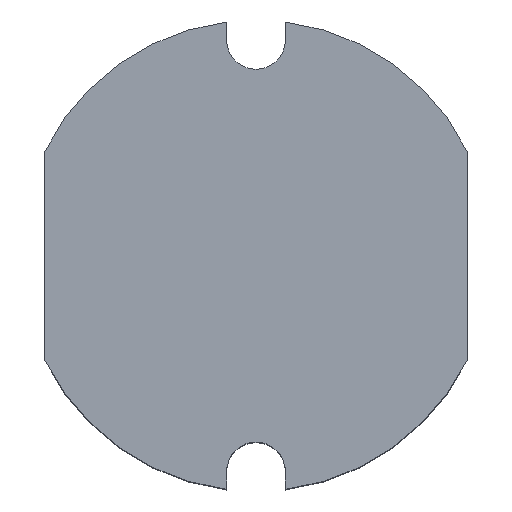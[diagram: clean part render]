
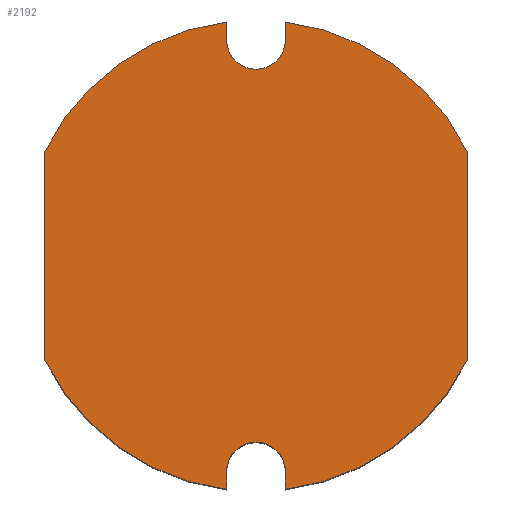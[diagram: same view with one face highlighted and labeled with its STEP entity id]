
A CAD part, top view. The second image highlights one B-rep face of the part: STEP entity #2192.
In plain terms, the highlighted planar face has unit normal (0, 0, 1).
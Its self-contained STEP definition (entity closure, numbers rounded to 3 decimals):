
#16 = ORIENTED_EDGE ( 'NONE', *, *, #3872, .T. ) ;
#51 = DIRECTION ( 'NONE',  ( 0., 0., 1. ) ) ;
#52 = ORIENTED_EDGE ( 'NONE', *, *, #1057, .T. ) ;
#128 = EDGE_CURVE ( 'NONE', #2394, #2817, #3094, .T. ) ;
#222 = DIRECTION ( 'NONE',  ( 1., 0., 0. ) ) ;
#224 = CARTESIAN_POINT ( 'NONE',  ( 0., 2.2, 3.5 ) ) ;
#256 = EDGE_CURVE ( 'NONE', #3221, #2501, #428, .T. ) ;
#307 = EDGE_CURVE ( 'NONE', #1346, #2394, #2642, .T. ) ;
#313 = CARTESIAN_POINT ( 'NONE',  ( -2.15, -1.067, 3.5 ) ) ;
#343 = ORIENTED_EDGE ( 'NONE', *, *, #3821, .F. ) ;
#347 = LINE ( 'NONE', #1261, #1133 ) ;
#388 = DIRECTION ( 'NONE',  ( 1., 0., 0. ) ) ;
#428 = CIRCLE ( 'NONE', #1444, 2.4 ) ;
#479 = VECTOR ( 'NONE', #2016, 1000. ) ;
#567 = VECTOR ( 'NONE', #1851, 1000. ) ;
#585 = CARTESIAN_POINT ( 'NONE',  ( -0.3, 2.2, 3.5 ) ) ;
#621 = CIRCLE ( 'NONE', #2680, 2.4 ) ;
#646 = DIRECTION ( 'NONE',  ( 0., 0., 1. ) ) ;
#681 = DIRECTION ( 'NONE',  ( 0., 0., 1. ) ) ;
#718 = AXIS2_PLACEMENT_3D ( 'NONE', #224, #646, #5189 ) ;
#863 = EDGE_CURVE ( 'NONE', #3221, #1078, #5342, .T. ) ;
#871 = ORIENTED_EDGE ( 'NONE', *, *, #256, .T. ) ;
#880 = CARTESIAN_POINT ( 'NONE',  ( -0.3, 2.381, 3.5 ) ) ;
#896 = EDGE_CURVE ( 'NONE', #2375, #4651, #4829, .T. ) ;
#970 = CARTESIAN_POINT ( 'NONE',  ( 2.15, 2.102, 3.5 ) ) ;
#1037 = FACE_OUTER_BOUND ( 'NONE', #4421, .T. ) ;
#1057 = EDGE_CURVE ( 'NONE', #2375, #2496, #3861, .T. ) ;
#1078 = VERTEX_POINT ( 'NONE', #585 ) ;
#1133 = VECTOR ( 'NONE', #4130, 1000. ) ;
#1158 = CARTESIAN_POINT ( 'NONE',  ( -0.3, -2.381, 3.5 ) ) ;
#1211 = DIRECTION ( 'NONE',  ( 0., -1., 0. ) ) ;
#1261 = CARTESIAN_POINT ( 'NONE',  ( 0.3, 2.6, 3.5 ) ) ;
#1346 = VERTEX_POINT ( 'NONE', #3251 ) ;
#1352 = ORIENTED_EDGE ( 'NONE', *, *, #1901, .F. ) ;
#1444 = AXIS2_PLACEMENT_3D ( 'NONE', #4519, #2870, #388 ) ;
#1478 = ORIENTED_EDGE ( 'NONE', *, *, #2807, .T. ) ;
#1490 = DIRECTION ( 'NONE',  ( 0., 0., 1. ) ) ;
#1699 = CARTESIAN_POINT ( 'NONE',  ( 2.15, -1.067, 3.5 ) ) ;
#1851 = DIRECTION ( 'NONE',  ( 0., -1., 0. ) ) ;
#1901 = EDGE_CURVE ( 'NONE', #4582, #1346, #3031, .T. ) ;
#1930 = LINE ( 'NONE', #3676, #479 ) ;
#1936 = VECTOR ( 'NONE', #1211, 1000. ) ;
#1976 = VERTEX_POINT ( 'NONE', #3830 ) ;
#2016 = DIRECTION ( 'NONE',  ( 0., 1., 0. ) ) ;
#2082 = ORIENTED_EDGE ( 'NONE', *, *, #307, .F. ) ;
#2098 = CARTESIAN_POINT ( 'NONE',  ( 0., -2.2, 3.5 ) ) ;
#2171 = DIRECTION ( 'NONE',  ( 0., 0., 1. ) ) ;
#2192 = ADVANCED_FACE ( 'NONE', ( #1037 ), #2357, .T. ) ;
#2237 = AXIS2_PLACEMENT_3D ( 'NONE', #3188, #1490, #222 ) ;
#2357 = PLANE ( 'NONE',  #3951 ) ;
#2375 = VERTEX_POINT ( 'NONE', #2406 ) ;
#2394 = VERTEX_POINT ( 'NONE', #4068 ) ;
#2406 = CARTESIAN_POINT ( 'NONE',  ( 2.15, 1.067, 3.5 ) ) ;
#2460 = CARTESIAN_POINT ( 'NONE',  ( -0.3, -2.6, 3.5 ) ) ;
#2472 = CARTESIAN_POINT ( 'NONE',  ( 0.3, -2.381, 3.5 ) ) ;
#2496 = VERTEX_POINT ( 'NONE', #4029 ) ;
#2501 = VERTEX_POINT ( 'NONE', #5257 ) ;
#2502 = VERTEX_POINT ( 'NONE', #313 ) ;
#2515 = DIRECTION ( 'NONE',  ( -1., 0., 0. ) ) ;
#2555 = CARTESIAN_POINT ( 'NONE',  ( 0., 0., 3.5 ) ) ;
#2642 = CIRCLE ( 'NONE', #5286, 0.3 ) ;
#2680 = AXIS2_PLACEMENT_3D ( 'NONE', #2555, #2171, #2997 ) ;
#2686 = ORIENTED_EDGE ( 'NONE', *, *, #896, .F. ) ;
#2807 = EDGE_CURVE ( 'NONE', #2502, #2817, #2944, .T. ) ;
#2817 = VERTEX_POINT ( 'NONE', #1158 ) ;
#2870 = DIRECTION ( 'NONE',  ( 0., 0., 1. ) ) ;
#2944 = CIRCLE ( 'NONE', #3196, 2.4 ) ;
#2997 = DIRECTION ( 'NONE',  ( 1., 0., 0. ) ) ;
#3018 = DIRECTION ( 'NONE',  ( 1., 0., 0. ) ) ;
#3031 = LINE ( 'NONE', #5002, #5081 ) ;
#3033 = CARTESIAN_POINT ( 'NONE',  ( -0.3, 2.6, 3.5 ) ) ;
#3094 = LINE ( 'NONE', #2460, #1936 ) ;
#3188 = CARTESIAN_POINT ( 'NONE',  ( 0., 0., 3.5 ) ) ;
#3196 = AXIS2_PLACEMENT_3D ( 'NONE', #3259, #4085, #4504 ) ;
#3221 = VERTEX_POINT ( 'NONE', #880 ) ;
#3251 = CARTESIAN_POINT ( 'NONE',  ( 0.3, -2.2, 3.5 ) ) ;
#3259 = CARTESIAN_POINT ( 'NONE',  ( 0., 0., 3.5 ) ) ;
#3473 = DIRECTION ( 'NONE',  ( 0., -1., 0. ) ) ;
#3676 = CARTESIAN_POINT ( 'NONE',  ( -2.15, 2.102, 3.5 ) ) ;
#3757 = ORIENTED_EDGE ( 'NONE', *, *, #863, .F. ) ;
#3789 = VECTOR ( 'NONE', #3473, 1000. ) ;
#3821 = EDGE_CURVE ( 'NONE', #1078, #1976, #4871, .T. ) ;
#3830 = CARTESIAN_POINT ( 'NONE',  ( 0.3, 2.2, 3.5 ) ) ;
#3836 = CARTESIAN_POINT ( 'NONE',  ( 0., 0., 3.5 ) ) ;
#3861 = CIRCLE ( 'NONE', #2237, 2.4 ) ;
#3872 = EDGE_CURVE ( 'NONE', #4582, #4651, #621, .T. ) ;
#3951 = AXIS2_PLACEMENT_3D ( 'NONE', #3836, #681, #3018 ) ;
#4001 = ORIENTED_EDGE ( 'NONE', *, *, #4523, .F. ) ;
#4029 = CARTESIAN_POINT ( 'NONE',  ( 0.3, 2.381, 3.5 ) ) ;
#4068 = CARTESIAN_POINT ( 'NONE',  ( -0.3, -2.2, 3.5 ) ) ;
#4085 = DIRECTION ( 'NONE',  ( 0., 0., 1. ) ) ;
#4130 = DIRECTION ( 'NONE',  ( 0., 1., 0. ) ) ;
#4421 = EDGE_LOOP ( 'NONE', ( #2686, #52, #4667, #343, #3757, #871, #4001, #1478, #4615, #2082, #1352, #16 ) ) ;
#4504 = DIRECTION ( 'NONE',  ( 1., 0., 0. ) ) ;
#4519 = CARTESIAN_POINT ( 'NONE',  ( 0., 0., 3.5 ) ) ;
#4523 = EDGE_CURVE ( 'NONE', #2502, #2501, #1930, .T. ) ;
#4561 = EDGE_CURVE ( 'NONE', #1976, #2496, #347, .T. ) ;
#4573 = DIRECTION ( 'NONE',  ( 0., 1., 0. ) ) ;
#4582 = VERTEX_POINT ( 'NONE', #2472 ) ;
#4615 = ORIENTED_EDGE ( 'NONE', *, *, #128, .F. ) ;
#4651 = VERTEX_POINT ( 'NONE', #1699 ) ;
#4667 = ORIENTED_EDGE ( 'NONE', *, *, #4561, .F. ) ;
#4829 = LINE ( 'NONE', #970, #3789 ) ;
#4871 = CIRCLE ( 'NONE', #718, 0.3 ) ;
#5002 = CARTESIAN_POINT ( 'NONE',  ( 0.3, -2.6, 3.5 ) ) ;
#5081 = VECTOR ( 'NONE', #4573, 1000. ) ;
#5189 = DIRECTION ( 'NONE',  ( 1., 0., 0. ) ) ;
#5257 = CARTESIAN_POINT ( 'NONE',  ( -2.15, 1.067, 3.5 ) ) ;
#5286 = AXIS2_PLACEMENT_3D ( 'NONE', #2098, #51, #2515 ) ;
#5342 = LINE ( 'NONE', #3033, #567 ) ;
